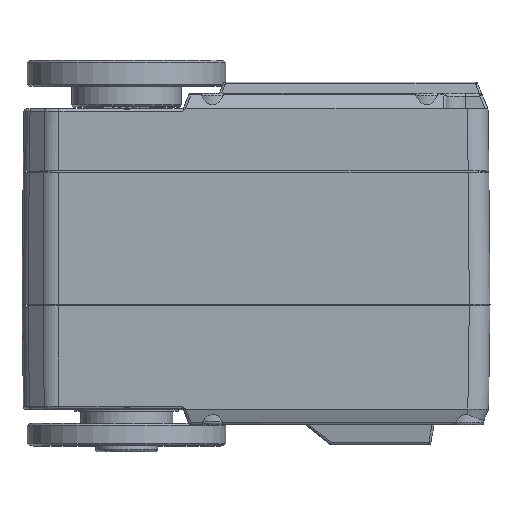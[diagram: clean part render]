
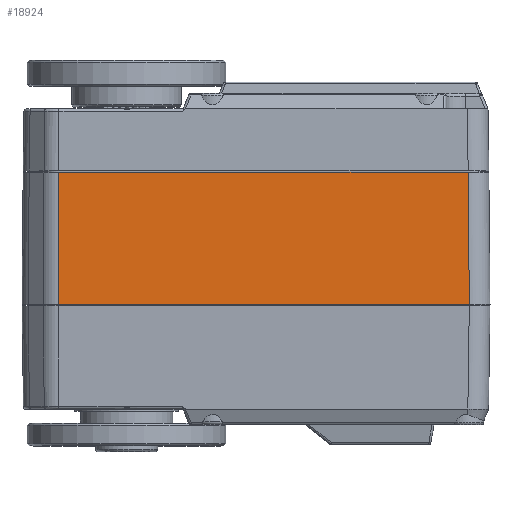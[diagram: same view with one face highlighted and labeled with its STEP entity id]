
A CAD part, top view. The second image highlights one B-rep face of the part: STEP entity #18924.
In plain terms, the highlighted planar face has unit normal (0, 0.009, 1).
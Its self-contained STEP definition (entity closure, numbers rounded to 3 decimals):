
#1379=FACE_OUTER_BOUND('',#2497,.T.);
#2497=EDGE_LOOP('',(#12549,#12550,#12551,#12552));
#4646=LINE('',#27693,#6081);
#4659=LINE('',#27778,#6094);
#4660=LINE('',#27781,#6095);
#4661=LINE('',#27782,#6096);
#6081=VECTOR('',#22189,39.73);
#6094=VECTOR('',#22224,12.801);
#6095=VECTOR('',#22227,39.572);
#6096=VECTOR('',#22228,12.801);
#7585=VERTEX_POINT('',#27689);
#7587=VERTEX_POINT('',#27692);
#7610=VERTEX_POINT('',#27776);
#7611=VERTEX_POINT('',#27780);
#9539=EDGE_CURVE('',#7587,#7585,#4646,.T.);
#9564=EDGE_CURVE('',#7610,#7585,#4659,.T.);
#9565=EDGE_CURVE('',#7611,#7610,#4660,.T.);
#9566=EDGE_CURVE('',#7587,#7611,#4661,.T.);
#12549=ORIENTED_EDGE('',*,*,#9564,.F.);
#12550=ORIENTED_EDGE('',*,*,#9565,.F.);
#12551=ORIENTED_EDGE('',*,*,#9566,.F.);
#12552=ORIENTED_EDGE('',*,*,#9539,.T.);
#18488=PLANE('',#20161);
#18924=ADVANCED_FACE('',(#1379),#18488,.T.);
#20161=AXIS2_PLACEMENT_3D('',#27779,#22225,#22226);
#22189=DIRECTION('',(1.,0.,0.));
#22224=DIRECTION('',(0.009,-1.,0.009));
#22225=DIRECTION('center_axis',(0.,0.009,1.));
#22226=DIRECTION('ref_axis',(1.,0.,0.));
#22227=DIRECTION('',(1.,0.,0.));
#22228=DIRECTION('',(0.004,1.,-0.009));
#27689=CARTESIAN_POINT('',(7.612,-14.,12.362));
#27692=CARTESIAN_POINT('',(-32.118,-14.,12.362));
#27693=CARTESIAN_POINT('',(-32.118,-14.,12.362));
#27776=CARTESIAN_POINT('',(7.5,-1.2,12.25));
#27778=CARTESIAN_POINT('',(7.5,-1.2,12.25));
#27779=CARTESIAN_POINT('Origin',(-36.478,-1.2,12.25));
#27780=CARTESIAN_POINT('',(-32.072,-1.2,12.25));
#27781=CARTESIAN_POINT('',(-32.072,-1.2,12.25));
#27782=CARTESIAN_POINT('',(-32.118,-14.,12.362));
